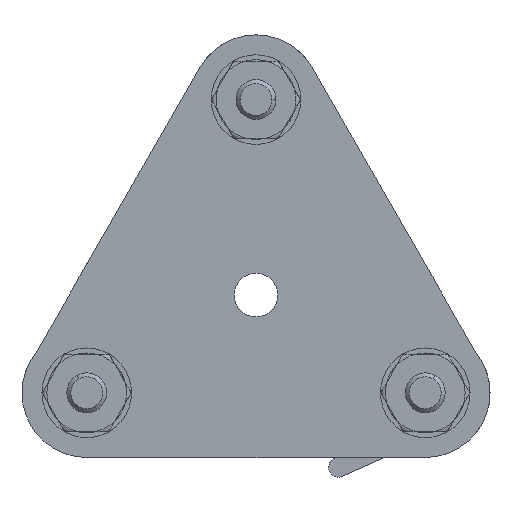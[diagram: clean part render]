
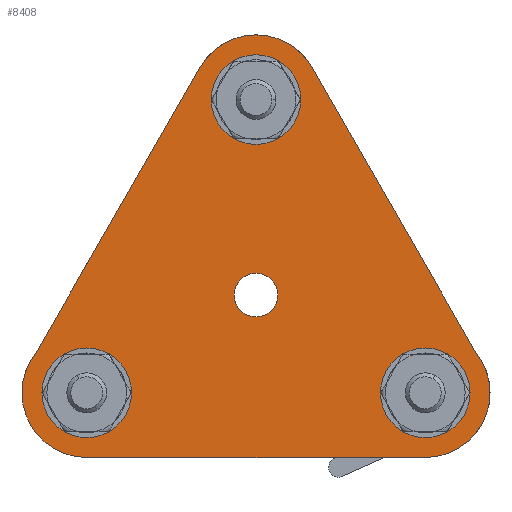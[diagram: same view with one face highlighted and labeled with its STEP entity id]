
A CAD part, front view. The second image highlights one B-rep face of the part: STEP entity #8408.
In plain terms, the highlighted planar face has unit normal (0, -1, 0).
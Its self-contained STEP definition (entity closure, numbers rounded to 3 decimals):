
#897=DIRECTION('',(0.498,0.,-0.867));
#898=VECTOR('',#897,32.983);
#899=CARTESIAN_POINT('',(5.637,-1.75,32.681));
#900=LINE('',#899,#898);
#901=CARTESIAN_POINT('',(17.,-1.75,0.));
#902=DIRECTION('',(0.,1.,0.));
#903=DIRECTION('',(0.779,0.,0.627));
#904=AXIS2_PLACEMENT_3D('',#901,#902,#903);
#906=CARTESIAN_POINT('',(17.,-1.75,0.));
#907=DIRECTION('',(0.,1.,0.));
#908=DIRECTION('',(0.5,0.,-0.866));
#909=AXIS2_PLACEMENT_3D('',#906,#907,#908);
#911=CARTESIAN_POINT('',(-17.,-1.75,0.));
#912=DIRECTION('',(0.,1.,0.));
#913=DIRECTION('',(0.,0.,-1.));
#914=AXIS2_PLACEMENT_3D('',#911,#912,#913);
#916=CARTESIAN_POINT('',(-17.,-1.75,0.));
#917=DIRECTION('',(0.,1.,0.));
#918=DIRECTION('',(-1.,0.,0.));
#919=AXIS2_PLACEMENT_3D('',#916,#917,#918);
#921=DIRECTION('',(0.498,0.,0.867));
#922=VECTOR('',#921,32.983);
#923=CARTESIAN_POINT('',(-22.061,-1.75,4.078));
#924=LINE('',#923,#922);
#925=CARTESIAN_POINT('',(0.,-1.75,29.445));
#926=DIRECTION('',(0.,1.,0.));
#927=DIRECTION('',(-0.867,0.,0.498));
#928=AXIS2_PLACEMENT_3D('',#925,#926,#927);
#930=CARTESIAN_POINT('',(0.,-1.75,29.445));
#931=DIRECTION('',(0.,1.,0.));
#932=DIRECTION('',(0.5,0.,0.866));
#933=AXIS2_PLACEMENT_3D('',#930,#931,#932);
#935=CARTESIAN_POINT('',(0.,-1.75,29.445));
#936=DIRECTION('',(0.,-1.,0.));
#937=DIRECTION('',(-0.5,0.,-0.866));
#938=AXIS2_PLACEMENT_3D('',#935,#936,#937);
#940=CARTESIAN_POINT('',(0.,-1.75,29.445));
#941=DIRECTION('',(0.,-1.,0.));
#942=DIRECTION('',(0.5,0.,0.866));
#943=AXIS2_PLACEMENT_3D('',#940,#941,#942);
#945=CARTESIAN_POINT('',(-17.,-1.75,0.));
#946=DIRECTION('',(0.,-1.,0.));
#947=DIRECTION('',(1.,0.,0.));
#948=AXIS2_PLACEMENT_3D('',#945,#946,#947);
#950=CARTESIAN_POINT('',(-17.,-1.75,0.));
#951=DIRECTION('',(0.,-1.,0.));
#952=DIRECTION('',(-1.,0.,0.));
#953=AXIS2_PLACEMENT_3D('',#950,#951,#952);
#955=CARTESIAN_POINT('',(0.,-1.75,9.815));
#956=DIRECTION('',(0.,-1.,0.));
#957=DIRECTION('',(1.,0.,0.));
#958=AXIS2_PLACEMENT_3D('',#955,#956,#957);
#960=CARTESIAN_POINT('',(0.,-1.75,9.815));
#961=DIRECTION('',(0.,-1.,0.));
#962=DIRECTION('',(-1.,0.,0.));
#963=AXIS2_PLACEMENT_3D('',#960,#961,#962);
#965=CARTESIAN_POINT('',(17.,-1.75,0.));
#966=DIRECTION('',(0.,-1.,0.));
#967=DIRECTION('',(-0.5,0.,0.866));
#968=AXIS2_PLACEMENT_3D('',#965,#966,#967);
#970=CARTESIAN_POINT('',(17.,-1.75,0.));
#971=DIRECTION('',(0.,-1.,0.));
#972=DIRECTION('',(0.5,0.,-0.866));
#973=AXIS2_PLACEMENT_3D('',#970,#971,#972);
#2128=DIRECTION('',(1.,0.,0.));
#2129=VECTOR('',#2128,34.);
#2130=CARTESIAN_POINT('',(-17.,-1.75,-6.5));
#2131=LINE('',#2130,#2129);
#6476=CARTESIAN_POINT('',(2.2,-1.75,9.815));
#6477=CARTESIAN_POINT('',(-2.2,-1.75,9.815));
#6478=VERTEX_POINT('',#6476);
#6479=VERTEX_POINT('',#6477);
#6480=CARTESIAN_POINT('',(5.637,-1.75,32.681));
#6481=CARTESIAN_POINT('',(22.061,-1.75,4.078));
#6482=VERTEX_POINT('',#6480);
#6483=VERTEX_POINT('',#6481);
#6484=CARTESIAN_POINT('',(20.25,-1.75,-5.629));
#6485=VERTEX_POINT('',#6484);
#6486=CARTESIAN_POINT('',(17.,-1.75,-6.5));
#6487=VERTEX_POINT('',#6486);
#6488=CARTESIAN_POINT('',(-17.,-1.75,-6.5));
#6489=VERTEX_POINT('',#6488);
#6490=CARTESIAN_POINT('',(-23.5,-1.75,0.));
#6491=VERTEX_POINT('',#6490);
#6492=CARTESIAN_POINT('',(-22.061,-1.75,4.078));
#6493=VERTEX_POINT('',#6492);
#6494=CARTESIAN_POINT('',(-5.637,-1.75,32.681));
#6495=VERTEX_POINT('',#6494);
#6496=CARTESIAN_POINT('',(3.25,-1.75,35.074));
#6497=VERTEX_POINT('',#6496);
#6498=CARTESIAN_POINT('',(14.75,-1.75,3.897));
#6499=CARTESIAN_POINT('',(19.25,-1.75,-3.897));
#6500=VERTEX_POINT('',#6498);
#6501=VERTEX_POINT('',#6499);
#6540=CARTESIAN_POINT('',(2.25,-1.75,33.342));
#6541=VERTEX_POINT('',#6540);
#6542=CARTESIAN_POINT('',(-2.25,-1.75,25.548));
#6543=VERTEX_POINT('',#6542);
#6552=CARTESIAN_POINT('',(-21.5,-1.75,0.));
#6553=VERTEX_POINT('',#6552);
#6554=CARTESIAN_POINT('',(-12.5,-1.75,0.));
#6555=VERTEX_POINT('',#6554);
#8361=CARTESIAN_POINT('',(0.004,-1.75,14.724));
#8362=DIRECTION('',(0.,1.,0.));
#8363=DIRECTION('',(1.,0.,0.));
#8364=AXIS2_PLACEMENT_3D('',#8361,#8362,#8363);
#8365=PLANE('',#8364);
#8367=ORIENTED_EDGE('',*,*,#8366,.T.);
#8369=ORIENTED_EDGE('',*,*,#8368,.T.);
#8371=ORIENTED_EDGE('',*,*,#8370,.T.);
#8373=ORIENTED_EDGE('',*,*,#8372,.F.);
#8375=ORIENTED_EDGE('',*,*,#8374,.T.);
#8377=ORIENTED_EDGE('',*,*,#8376,.T.);
#8379=ORIENTED_EDGE('',*,*,#8378,.T.);
#8381=ORIENTED_EDGE('',*,*,#8380,.T.);
#8383=ORIENTED_EDGE('',*,*,#8382,.T.);
#8384=EDGE_LOOP('',(#8367,#8369,#8371,#8373,#8375,#8377,#8379,#8381,#8383));
#8385=FACE_OUTER_BOUND('',#8384,.F.);
#8387=ORIENTED_EDGE('',*,*,#8386,.T.);
#8389=ORIENTED_EDGE('',*,*,#8388,.T.);
#8390=EDGE_LOOP('',(#8387,#8389));
#8391=FACE_BOUND('',#8390,.F.);
#8392=ORIENTED_EDGE('',*,*,#8354,.T.);
#8393=ORIENTED_EDGE('',*,*,#8343,.T.);
#8394=EDGE_LOOP('',(#8392,#8393));
#8395=FACE_BOUND('',#8394,.F.);
#8397=ORIENTED_EDGE('',*,*,#8396,.T.);
#8399=ORIENTED_EDGE('',*,*,#8398,.T.);
#8400=EDGE_LOOP('',(#8397,#8399));
#8401=FACE_BOUND('',#8400,.F.);
#8403=ORIENTED_EDGE('',*,*,#8402,.T.);
#8405=ORIENTED_EDGE('',*,*,#8404,.T.);
#8406=EDGE_LOOP('',(#8403,#8405));
#8407=FACE_BOUND('',#8406,.F.);
#905=CIRCLE('',#904,6.5);
#910=CIRCLE('',#909,6.5);
#915=CIRCLE('',#914,6.5);
#920=CIRCLE('',#919,6.5);
#929=CIRCLE('',#928,6.5);
#934=CIRCLE('',#933,6.5);
#939=CIRCLE('',#938,4.5);
#944=CIRCLE('',#943,4.5);
#949=CIRCLE('',#948,4.5);
#954=CIRCLE('',#953,4.5);
#959=CIRCLE('',#958,2.2);
#964=CIRCLE('',#963,2.2);
#969=CIRCLE('',#968,4.5);
#974=CIRCLE('',#973,4.5);
#8343=EDGE_CURVE('',#6553,#6555,#954,.T.);
#8354=EDGE_CURVE('',#6555,#6553,#949,.T.);
#8366=EDGE_CURVE('',#6482,#6483,#900,.T.);
#8368=EDGE_CURVE('',#6483,#6485,#905,.T.);
#8370=EDGE_CURVE('',#6485,#6487,#910,.T.);
#8372=EDGE_CURVE('',#6489,#6487,#2131,.T.);
#8374=EDGE_CURVE('',#6489,#6491,#915,.T.);
#8376=EDGE_CURVE('',#6491,#6493,#920,.T.);
#8378=EDGE_CURVE('',#6493,#6495,#924,.T.);
#8380=EDGE_CURVE('',#6495,#6497,#929,.T.);
#8382=EDGE_CURVE('',#6497,#6482,#934,.T.);
#8386=EDGE_CURVE('',#6543,#6541,#939,.T.);
#8388=EDGE_CURVE('',#6541,#6543,#944,.T.);
#8396=EDGE_CURVE('',#6478,#6479,#959,.T.);
#8398=EDGE_CURVE('',#6479,#6478,#964,.T.);
#8402=EDGE_CURVE('',#6500,#6501,#969,.T.);
#8404=EDGE_CURVE('',#6501,#6500,#974,.T.);
#8408=ADVANCED_FACE('',(#8385,#8391,#8395,#8401,#8407),#8365,.F.);
